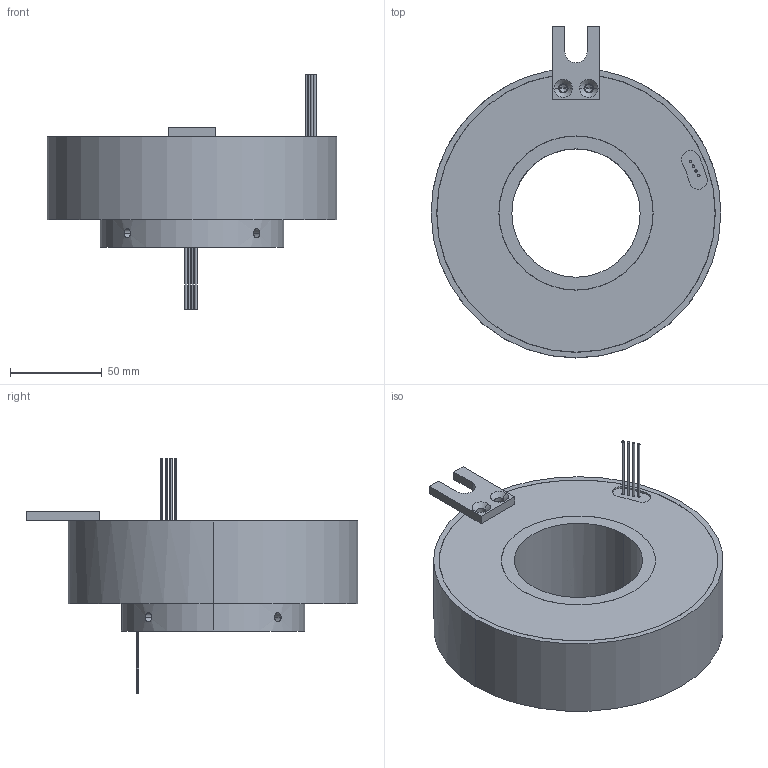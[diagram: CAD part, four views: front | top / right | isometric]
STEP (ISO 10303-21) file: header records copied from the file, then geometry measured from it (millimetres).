
FILE_DESCRIPTION(/* description */ (''),/* implementation_level */ '2;1');
FILE_NAME(/* name */ '',/* time_stamp */ '2020-08-10T19:02:24+08:00',/* author */ (''),/* organization */ (''),/* preprocessor_version */ 'ST-DEVELOPER v15',/* originating_system */ 'SIEMENS PLM Software NX 8.5',/* authorisation */ '');
FILE_SCHEMA (('AUTOMOTIVE_DESIGN { 1 0 10303 214 3 1 1 1 }'));
Length unit declared in the file: millimetre
Products named in the file (1): Admi3408C9B2ugze
Bounding box: 158 x 181 x 128 mm (x, y, z)
Volume: 771066.8 mm3; surface area: 83600.1 mm2
Topology: 1 solids, 1 shells, 100 faces, 232 edges, 148 vertices
Faces by surface type: cylinder 59, plane 33, cone 8
Entity records: 3352 total; most frequent: CARTESIAN_POINT 957, DIRECTION 526, ORIENTED_EDGE 456, EDGE_CURVE 228, AXIS2_PLACEMENT_3D 213, VERTEX_POINT 148, EDGE_LOOP 130, CIRCLE 112
